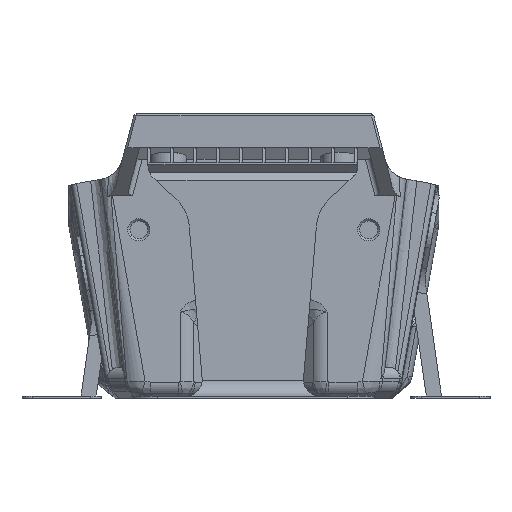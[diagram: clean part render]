
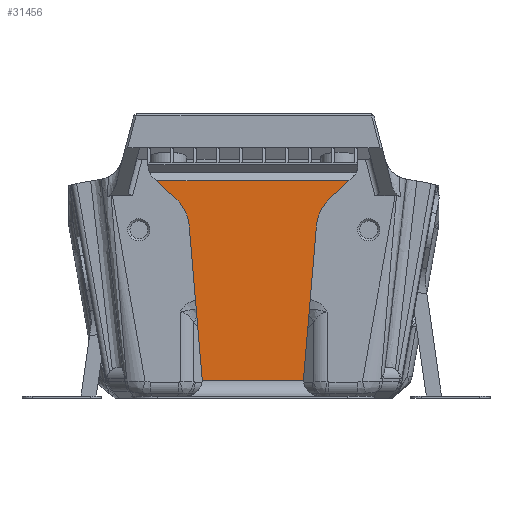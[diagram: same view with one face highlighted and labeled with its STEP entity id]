
A CAD part, front view. The second image highlights one B-rep face of the part: STEP entity #31456.
In plain terms, the highlighted planar face has unit normal (0, -1, 0).
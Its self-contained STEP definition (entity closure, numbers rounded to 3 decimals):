
#2014=CIRCLE('',#34184,3.);
#2015=CIRCLE('',#34185,3.);
#2016=CIRCLE('',#34186,8.);
#2017=CIRCLE('',#34187,8.);
#11477=ORIENTED_EDGE('',*,*,#16539,.T.);
#11478=ORIENTED_EDGE('',*,*,#16540,.T.);
#11479=ORIENTED_EDGE('',*,*,#16541,.T.);
#11480=ORIENTED_EDGE('',*,*,#16537,.F.);
#11481=ORIENTED_EDGE('',*,*,#16542,.T.);
#11482=ORIENTED_EDGE('',*,*,#16543,.T.);
#11483=ORIENTED_EDGE('',*,*,#16544,.F.);
#11484=ORIENTED_EDGE('',*,*,#16545,.F.);
#11485=ORIENTED_EDGE('',*,*,#16546,.T.);
#11486=ORIENTED_EDGE('',*,*,#16547,.T.);
#16537=EDGE_CURVE('',#19683,#19684,#22230,.T.);
#16539=EDGE_CURVE('',#19685,#19686,#2014,.T.);
#16540=EDGE_CURVE('',#19686,#19687,#22232,.F.);
#16541=EDGE_CURVE('',#19687,#19684,#2015,.T.);
#16542=EDGE_CURVE('',#19683,#19688,#2016,.T.);
#16543=EDGE_CURVE('',#19688,#19689,#22233,.T.);
#16544=EDGE_CURVE('',#19690,#19689,#22234,.T.);
#16545=EDGE_CURVE('',#19691,#19690,#22235,.T.);
#16546=EDGE_CURVE('',#19691,#19692,#2017,.T.);
#16547=EDGE_CURVE('',#19692,#19685,#22236,.T.);
#19683=VERTEX_POINT('',#60943);
#19684=VERTEX_POINT('',#60945);
#19685=VERTEX_POINT('',#60949);
#19686=VERTEX_POINT('',#60950);
#19687=VERTEX_POINT('',#60952);
#19688=VERTEX_POINT('',#60955);
#19689=VERTEX_POINT('',#60957);
#19690=VERTEX_POINT('',#60959);
#19691=VERTEX_POINT('',#60961);
#19692=VERTEX_POINT('',#60963);
#22230=LINE('',#60944,#24844);
#22232=LINE('',#60951,#24846);
#22233=LINE('',#60956,#24847);
#22234=LINE('',#60958,#24848);
#22235=LINE('',#60960,#24849);
#22236=LINE('',#60964,#24850);
#24844=VECTOR('',#41696,1000.);
#24846=VECTOR('',#41702,1000.);
#24847=VECTOR('',#41707,1000.);
#24848=VECTOR('',#41708,1000.);
#24849=VECTOR('',#41709,1000.);
#24850=VECTOR('',#41712,1000.);
#26907=EDGE_LOOP('',(#11477,#11478,#11479,#11480,#11481,#11482,#11483,#11484,
#11485,#11486));
#28793=FACE_BOUND('',#26907,.T.);
#29733=PLANE('',#34183);
#31456=ADVANCED_FACE('',(#28793),#29733,.F.);
#34183=AXIS2_PLACEMENT_3D('',#60947,#41698,#41699);
#34184=AXIS2_PLACEMENT_3D('',#60948,#41700,#41701);
#34185=AXIS2_PLACEMENT_3D('',#60953,#41703,#41704);
#34186=AXIS2_PLACEMENT_3D('',#60954,#41705,#41706);
#34187=AXIS2_PLACEMENT_3D('',#60962,#41710,#41711);
#41696=DIRECTION('',(-0.084,0.,-0.996));
#41698=DIRECTION('',(0.,1.,0.));
#41699=DIRECTION('',(0.,0.,1.));
#41700=DIRECTION('',(0.,1.,0.));
#41701=DIRECTION('',(0.,0.,1.));
#41702=DIRECTION('',(-1.,0.,0.));
#41703=DIRECTION('',(0.,1.,0.));
#41704=DIRECTION('',(0.,0.,1.));
#41705=DIRECTION('',(0.,1.,0.));
#41706=DIRECTION('',(0.,0.,1.));
#41707=DIRECTION('',(0.731,0.,0.682));
#41708=DIRECTION('',(1.,0.,0.));
#41709=DIRECTION('',(-0.731,0.,0.682));
#41710=DIRECTION('',(0.,1.,0.));
#41711=DIRECTION('',(0.,0.,1.));
#41712=DIRECTION('',(0.084,0.,-0.996));
#60943=CARTESIAN_POINT('',(11.856,-32.314,32.579));
#60944=CARTESIAN_POINT('',(36.482,-32.314,324.724));
#60945=CARTESIAN_POINT('',(9.418,-32.314,3.652));
#60947=CARTESIAN_POINT('',(0.,-32.314,327.8));
#60948=CARTESIAN_POINT('',(-12.767,-32.314,3.4));
#60949=CARTESIAN_POINT('',(-9.777,-32.314,3.652));
#60950=CARTESIAN_POINT('',(-9.767,-32.314,3.4));
#60951=CARTESIAN_POINT('',(9.143,-32.314,3.4));
#60952=CARTESIAN_POINT('',(9.407,-32.314,3.4));
#60953=CARTESIAN_POINT('',(12.407,-32.314,3.4));
#60954=CARTESIAN_POINT('',(19.828,-32.314,31.907));
#60955=CARTESIAN_POINT('',(14.372,-32.314,37.757));
#60956=CARTESIAN_POINT('',(16.736,-32.314,39.963));
#60957=CARTESIAN_POINT('',(17.982,-32.314,41.124));
#60958=CARTESIAN_POINT('',(-65.369,-32.314,41.124));
#60959=CARTESIAN_POINT('',(-18.341,-32.314,41.124));
#60960=CARTESIAN_POINT('',(-17.096,-32.314,39.963));
#60961=CARTESIAN_POINT('',(-14.731,-32.314,37.757));
#60962=CARTESIAN_POINT('',(-20.187,-32.314,31.907));
#60963=CARTESIAN_POINT('',(-12.216,-32.314,32.579));
#60964=CARTESIAN_POINT('',(-36.839,-32.314,324.694));
